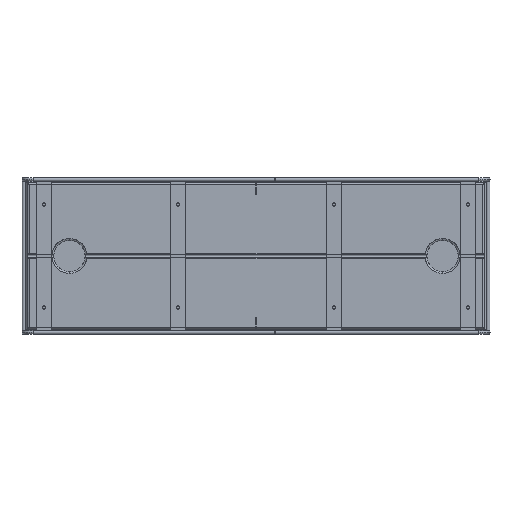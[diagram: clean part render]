
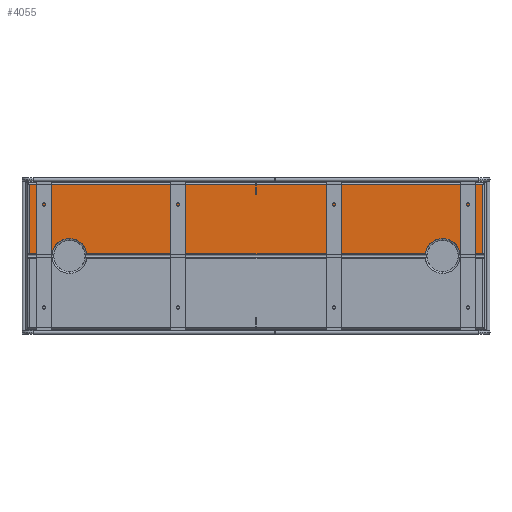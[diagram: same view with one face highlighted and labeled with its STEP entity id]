
A CAD part, front view. The second image highlights one B-rep face of the part: STEP entity #4055.
In plain terms, the highlighted planar face has unit normal (0, -1, 0).
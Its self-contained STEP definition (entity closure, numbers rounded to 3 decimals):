
#117 = CARTESIAN_POINT ( 'NONE',  ( 653.776, 0., 5. ) ) ;
#123 = CARTESIAN_POINT ( 'NONE',  ( 727., 0., 234. ) ) ;
#136 = DIRECTION ( 'NONE',  ( 1., 0., 0. ) ) ;
#195 = DIRECTION ( 'NONE',  ( 0., 0., 1. ) ) ;
#325 = DIRECTION ( 'NONE',  ( 0., 1., 0. ) ) ;
#451 = VECTOR ( 'NONE', #1181, 1000. ) ;
#497 = CARTESIAN_POINT ( 'NONE',  ( -727., 0., 5. ) ) ;
#667 = EDGE_CURVE ( 'NONE', #4167, #1526, #5073, .T. ) ;
#745 = ORIENTED_EDGE ( 'NONE', *, *, #2632, .T. ) ;
#790 = ORIENTED_EDGE ( 'NONE', *, *, #5559, .T. ) ;
#807 = PLANE ( 'NONE',  #5083 ) ;
#827 = DIRECTION ( 'NONE',  ( 0., 0., 1. ) ) ;
#875 = VERTEX_POINT ( 'NONE', #3816 ) ;
#936 = VECTOR ( 'NONE', #136, 1000. ) ;
#1067 = CARTESIAN_POINT ( 'NONE',  ( -1267., 0., 5. ) ) ;
#1144 = LINE ( 'NONE', #123, #451 ) ;
#1181 = DIRECTION ( 'NONE',  ( 0., 0., 1. ) ) ;
#1225 = CARTESIAN_POINT ( 'NONE',  ( -1267., 0., 5. ) ) ;
#1321 = AXIS2_PLACEMENT_3D ( 'NONE', #5523, #2260, #195 ) ;
#1342 = DIRECTION ( 'NONE',  ( 1., 0., 0. ) ) ;
#1526 = VERTEX_POINT ( 'NONE', #4482 ) ;
#1594 = DIRECTION ( 'NONE',  ( 1., 0., 0. ) ) ;
#1658 = ORIENTED_EDGE ( 'NONE', *, *, #5592, .T. ) ;
#1695 = VERTEX_POINT ( 'NONE', #5818 ) ;
#1838 = EDGE_CURVE ( 'NONE', #3369, #5667, #3443, .T. ) ;
#1923 = EDGE_CURVE ( 'NONE', #6344, #3669, #5213, .T. ) ;
#1967 = VECTOR ( 'NONE', #3425, 1000. ) ;
#2012 = CIRCLE ( 'NONE', #5899, 56. ) ;
#2084 = DIRECTION ( 'NONE',  ( 0., 1., 0. ) ) ;
#2148 = ORIENTED_EDGE ( 'NONE', *, *, #1923, .T. ) ;
#2193 = AXIS2_PLACEMENT_3D ( 'NONE', #2470, #325, #827 ) ;
#2260 = DIRECTION ( 'NONE',  ( 0., 1., 0. ) ) ;
#2270 = LINE ( 'NONE', #1225, #5153 ) ;
#2383 = CARTESIAN_POINT ( 'NONE',  ( 727., 0., 228. ) ) ;
#2470 = CARTESIAN_POINT ( 'NONE',  ( -598., 0., 0. ) ) ;
#2526 = CARTESIAN_POINT ( 'NONE',  ( 598., 0., 56. ) ) ;
#2625 = ORIENTED_EDGE ( 'NONE', *, *, #6580, .T. ) ;
#2632 = EDGE_CURVE ( 'NONE', #1526, #3253, #6720, .T. ) ;
#2883 = EDGE_CURVE ( 'NONE', #1695, #4167, #1144, .T. ) ;
#2947 = CIRCLE ( 'NONE', #4269, 56. ) ;
#3095 = DIRECTION ( 'NONE',  ( 0., 0., 1. ) ) ;
#3131 = FACE_OUTER_BOUND ( 'NONE', #6728, .T. ) ;
#3253 = VERTEX_POINT ( 'NONE', #497 ) ;
#3369 = VERTEX_POINT ( 'NONE', #2526 ) ;
#3375 = EDGE_CURVE ( 'NONE', #875, #3369, #2947, .T. ) ;
#3425 = DIRECTION ( 'NONE',  ( -1., 0., 0. ) ) ;
#3443 = CIRCLE ( 'NONE', #1321, 56. ) ;
#3446 = LINE ( 'NONE', #6089, #936 ) ;
#3669 = VERTEX_POINT ( 'NONE', #4622 ) ;
#3816 = CARTESIAN_POINT ( 'NONE',  ( 542.224, 0., 5. ) ) ;
#3998 = VERTEX_POINT ( 'NONE', #4454 ) ;
#4005 = CARTESIAN_POINT ( 'NONE',  ( -733., 0., 228. ) ) ;
#4055 = ADVANCED_FACE ( 'NONE', ( #3131 ), #807, .F. ) ;
#4134 = DIRECTION ( 'NONE',  ( 0., 0., 1. ) ) ;
#4142 = ORIENTED_EDGE ( 'NONE', *, *, #2883, .T. ) ;
#4167 = VERTEX_POINT ( 'NONE', #2383 ) ;
#4179 = CARTESIAN_POINT ( 'NONE',  ( 0., 0., 0. ) ) ;
#4269 = AXIS2_PLACEMENT_3D ( 'NONE', #4572, #5707, #4134 ) ;
#4454 = CARTESIAN_POINT ( 'NONE',  ( -542.224, 0., 5. ) ) ;
#4482 = CARTESIAN_POINT ( 'NONE',  ( -727., 0., 228. ) ) ;
#4558 = CARTESIAN_POINT ( 'NONE',  ( -727., 0., 5. ) ) ;
#4572 = CARTESIAN_POINT ( 'NONE',  ( 598., 0., 0. ) ) ;
#4622 = CARTESIAN_POINT ( 'NONE',  ( -598., 0., 56. ) ) ;
#4732 = ORIENTED_EDGE ( 'NONE', *, *, #5052, .T. ) ;
#5052 = EDGE_CURVE ( 'NONE', #3253, #6344, #3446, .T. ) ;
#5073 = LINE ( 'NONE', #4005, #1967 ) ;
#5083 = AXIS2_PLACEMENT_3D ( 'NONE', #4179, #6152, #3095 ) ;
#5153 = VECTOR ( 'NONE', #1342, 1000. ) ;
#5213 = CIRCLE ( 'NONE', #2193, 56. ) ;
#5523 = CARTESIAN_POINT ( 'NONE',  ( 598., 0., 0. ) ) ;
#5559 = EDGE_CURVE ( 'NONE', #3998, #875, #6913, .T. ) ;
#5592 = EDGE_CURVE ( 'NONE', #3669, #3998, #2012, .T. ) ;
#5610 = VECTOR ( 'NONE', #6083, 1000. ) ;
#5667 = VERTEX_POINT ( 'NONE', #117 ) ;
#5707 = DIRECTION ( 'NONE',  ( 0., 1., 0. ) ) ;
#5818 = CARTESIAN_POINT ( 'NONE',  ( 727., 0., 5. ) ) ;
#5899 = AXIS2_PLACEMENT_3D ( 'NONE', #6840, #2084, #6453 ) ;
#6027 = VECTOR ( 'NONE', #1594, 1000. ) ;
#6083 = DIRECTION ( 'NONE',  ( 0., 0., -1. ) ) ;
#6089 = CARTESIAN_POINT ( 'NONE',  ( -1267., 0., 5. ) ) ;
#6152 = DIRECTION ( 'NONE',  ( 0., 1., 0. ) ) ;
#6209 = ORIENTED_EDGE ( 'NONE', *, *, #1838, .T. ) ;
#6224 = ORIENTED_EDGE ( 'NONE', *, *, #3375, .T. ) ;
#6344 = VERTEX_POINT ( 'NONE', #6356 ) ;
#6356 = CARTESIAN_POINT ( 'NONE',  ( -653.776, 0., 5. ) ) ;
#6453 = DIRECTION ( 'NONE',  ( 0., 0., 1. ) ) ;
#6580 = EDGE_CURVE ( 'NONE', #5667, #1695, #2270, .T. ) ;
#6620 = ORIENTED_EDGE ( 'NONE', *, *, #667, .T. ) ;
#6720 = LINE ( 'NONE', #4558, #5610 ) ;
#6728 = EDGE_LOOP ( 'NONE', ( #4732, #2148, #1658, #790, #6224, #6209, #2625, #4142, #6620, #745 ) ) ;
#6840 = CARTESIAN_POINT ( 'NONE',  ( -598., 0., 0. ) ) ;
#6913 = LINE ( 'NONE', #1067, #6027 ) ;
